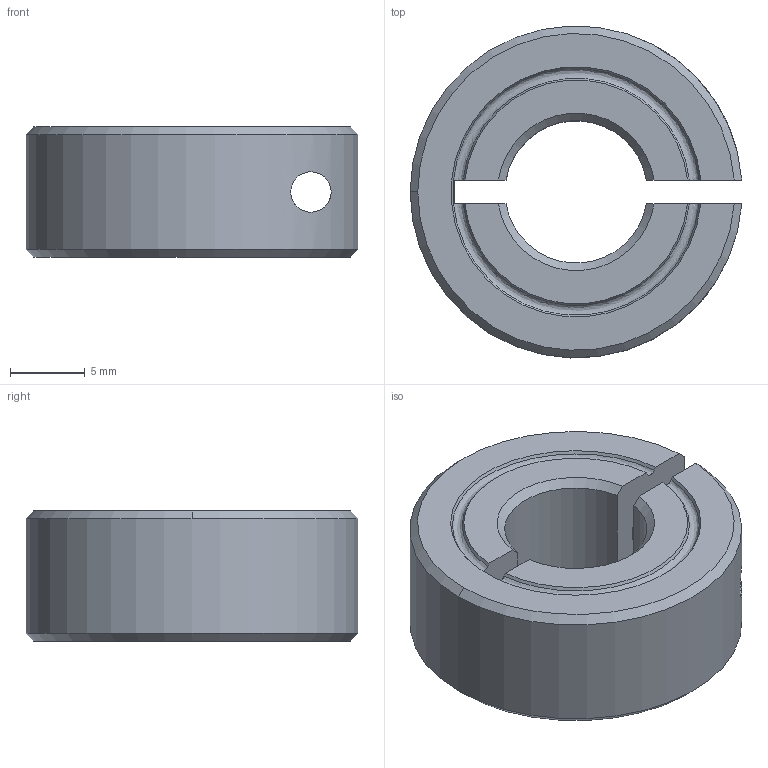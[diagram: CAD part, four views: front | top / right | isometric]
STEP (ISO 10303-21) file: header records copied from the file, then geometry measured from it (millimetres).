
FILE_DESCRIPTION (( 'STEP AP214' ), '1' );
FILE_NAME ('cl-6-a_01.step', '2018-12-19T16:52:27', ( '' ), ( '' ), 'SwSTEP 2.0', 'SolidWorks 2018', '' );
FILE_SCHEMA (( 'AUTOMOTIVE_DESIGN' ));
Length unit declared in the file: millimetre
Products named in the file (1): cl-6-a_01
Bounding box: 22.2 x 22.21 x 8.71 mm (x, y, z)
Volume: 2396.3 mm3; surface area: 1681.9 mm2
Topology: 1 solids, 1 shells, 31 faces, 84 edges, 56 vertices
Faces by surface type: cylinder 10, cone 10, plane 10, bspline 1
Entity records: 1186 total; most frequent: CARTESIAN_POINT 367, ORIENTED_EDGE 168, DIRECTION 147, EDGE_CURVE 84, AXIS2_PLACEMENT_3D 60, VERTEX_POINT 56, EDGE_LOOP 36, FACE_OUTER_BOUND 31
